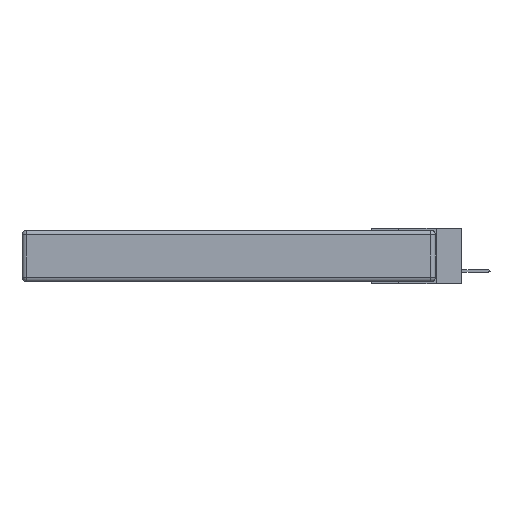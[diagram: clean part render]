
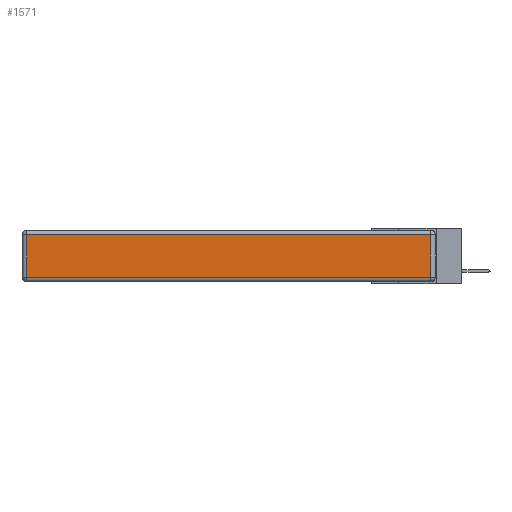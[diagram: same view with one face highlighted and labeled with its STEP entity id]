
A CAD part, left-side view. The second image highlights one B-rep face of the part: STEP entity #1571.
In plain terms, the highlighted planar face has unit normal (-1, 0, 0).
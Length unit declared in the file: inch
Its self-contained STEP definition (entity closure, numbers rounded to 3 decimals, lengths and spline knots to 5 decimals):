
#255 = VERTEX_POINT ( 'NONE', #10824 ) ;
#1311 = EDGE_LOOP ( 'NONE', ( #1859, #14728, #13491, #6034 ) ) ;
#1571 = ADVANCED_FACE ( 'NONE', ( #5256 ), #5657, .T. ) ;
#1826 = LINE ( 'NONE', #13239, #14835 ) ;
#1859 = ORIENTED_EDGE ( 'NONE', *, *, #8828, .T. ) ;
#2018 = CARTESIAN_POINT ( 'NONE',  ( 0., 0.03, -0.03 ) ) ;
#2356 = VERTEX_POINT ( 'NONE', #12906 ) ;
#3383 = VECTOR ( 'NONE', #8610, 39.37008 ) ;
#4438 = EDGE_CURVE ( 'NONE', #9250, #255, #14432, .T. ) ;
#4669 = DIRECTION ( 'NONE',  ( -1., 0., 0. ) ) ;
#5256 = FACE_OUTER_BOUND ( 'NONE', #1311, .T. ) ;
#5316 = LINE ( 'NONE', #6940, #10260 ) ;
#5657 = PLANE ( 'NONE',  #5685 ) ;
#5685 = AXIS2_PLACEMENT_3D ( 'NONE', #10907, #4669, #5919 ) ;
#5919 = DIRECTION ( 'NONE',  ( 0., 0., 1. ) ) ;
#6034 = ORIENTED_EDGE ( 'NONE', *, *, #6573, .T. ) ;
#6369 = VECTOR ( 'NONE', #8349, 39.37008 ) ;
#6430 = VERTEX_POINT ( 'NONE', #9810 ) ;
#6573 = EDGE_CURVE ( 'NONE', #255, #6430, #1826, .T. ) ;
#6940 = CARTESIAN_POINT ( 'NONE',  ( 0., 0., -0.313 ) ) ;
#7333 = LINE ( 'NONE', #13737, #3383 ) ;
#8102 = DIRECTION ( 'NONE',  ( 0., -1., 0. ) ) ;
#8349 = DIRECTION ( 'NONE',  ( 0., 1., 0. ) ) ;
#8402 = CARTESIAN_POINT ( 'NONE',  ( 0., 2.75, -0.03 ) ) ;
#8610 = DIRECTION ( 'NONE',  ( 0., 0., 1. ) ) ;
#8828 = EDGE_CURVE ( 'NONE', #6430, #2356, #5316, .T. ) ;
#9250 = VERTEX_POINT ( 'NONE', #2018 ) ;
#9810 = CARTESIAN_POINT ( 'NONE',  ( 0., 2.72, -0.313 ) ) ;
#10260 = VECTOR ( 'NONE', #8102, 39.37008 ) ;
#10824 = CARTESIAN_POINT ( 'NONE',  ( 0., 2.72, -0.03 ) ) ;
#10907 = CARTESIAN_POINT ( 'NONE',  ( 0., 0., -0.343 ) ) ;
#12906 = CARTESIAN_POINT ( 'NONE',  ( 0., 0.03, -0.313 ) ) ;
#13193 = DIRECTION ( 'NONE',  ( 0., 0., -1. ) ) ;
#13239 = CARTESIAN_POINT ( 'NONE',  ( 0., 2.72, -0.343 ) ) ;
#13491 = ORIENTED_EDGE ( 'NONE', *, *, #4438, .T. ) ;
#13737 = CARTESIAN_POINT ( 'NONE',  ( 0., 0.03, -0.343 ) ) ;
#14432 = LINE ( 'NONE', #8402, #6369 ) ;
#14728 = ORIENTED_EDGE ( 'NONE', *, *, #15970, .T. ) ;
#14835 = VECTOR ( 'NONE', #13193, 39.37008 ) ;
#15970 = EDGE_CURVE ( 'NONE', #2356, #9250, #7333, .T. ) ;
